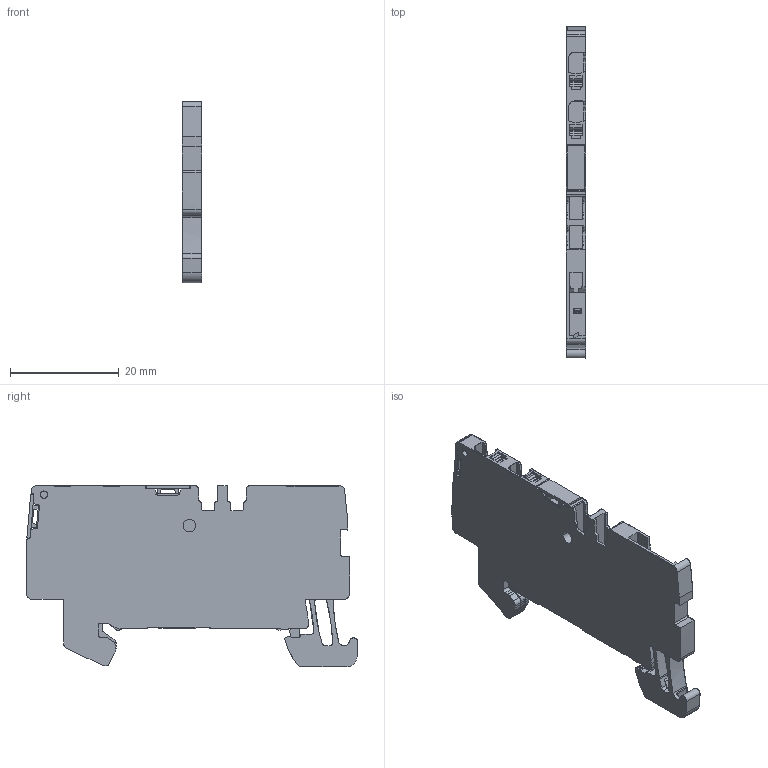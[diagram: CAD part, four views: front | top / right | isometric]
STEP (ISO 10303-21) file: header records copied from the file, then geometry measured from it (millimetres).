
FILE_DESCRIPTION(('CATIA V5 STEP Exchange','CAx-IF Rec.Pracs.--- Model Styling and Organization---1.4--- 2014-01-23'),'2;1');
FILE_NAME ('1135712-2_2', '2021-12-10T09:38:39+00:00', ('none'), ('Weidmueller'), 'CATIA Version 5-6 Release 2016 SP3 HF44', 'CATIA V5 STEP AP214', 'none');
FILE_SCHEMA(('AUTOMOTIVE_DESIGN { 1 0 10303 214 1 1 1 1 }'));
Length unit declared in the file: millimetre
Products named in the file (1): 2675730000_APGTB_1-5_PE_3C-1_DL
Bounding box: 3.5 x 61.08 x 33.4 mm (x, y, z)
Volume: 4840.2 mm3; surface area: 9260.5 mm2
Topology: 8 solids, 8 shells, 1179 faces, 3429 edges, 2260 vertices
Faces by surface type: plane 590, cylinder 551, torus 12, extrusion 8, sphere 8, cone 6, bspline 4
Entity records: 39875 total; most frequent: CARTESIAN_POINT 9117, ORIENTED_EDGE 6842, DIRECTION 5101, EDGE_CURVE 3421, VERTEX_POINT 2260, VECTOR 2233, LINE 2225, AXIS2_PLACEMENT_3D 1880
